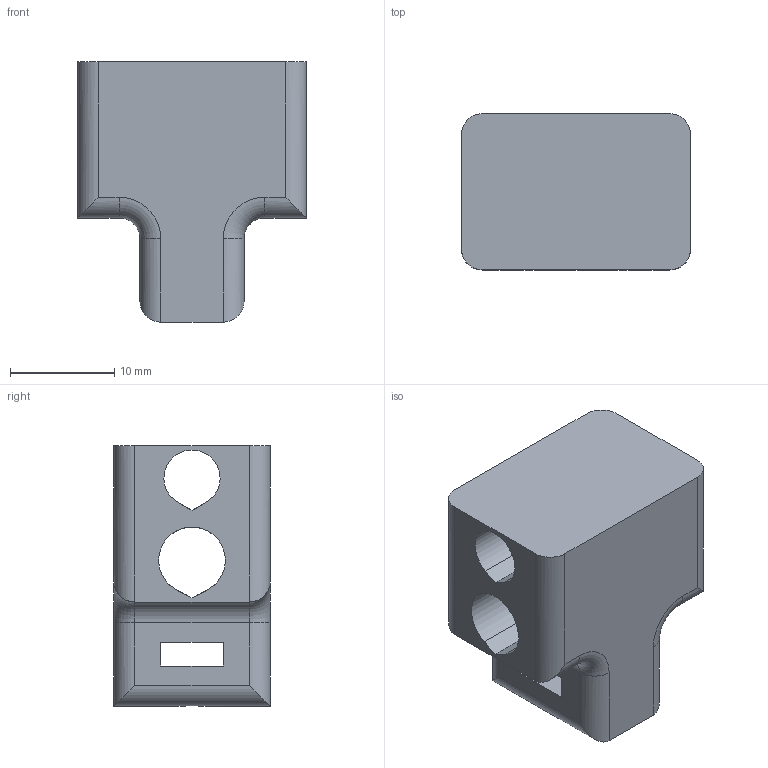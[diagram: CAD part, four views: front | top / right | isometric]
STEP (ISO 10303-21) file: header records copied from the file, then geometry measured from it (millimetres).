
FILE_DESCRIPTION(('FreeCAD Model'),'2;1');
FILE_NAME('Open CASCADE Shape Model','2025-01-25T20:56:19',('Author'),( ''),'Open CASCADE STEP processor 7.7','FreeCAD','Unknown');
FILE_SCHEMA(('AUTOMOTIVE_DESIGN { 1 0 10303 214 1 1 1 1 }'));
Length unit declared in the file: millimetre
Products named in the file (1): Body
Bounding box: 22 x 15 x 25 mm (x, y, z)
Volume: 4870.7 mm3; surface area: 3020.9 mm2
Topology: 1 solids, 1 shells, 49 faces, 132 edges, 82 vertices
Faces by surface type: plane 23, cylinder 21, torus 4, cone 1
Full cylindrical faces by diameter (mm): 3.4 x3
Entity records: 1891 total; most frequent: CARTESIAN_POINT 600, DIRECTION 268, ORIENTED_EDGE 264, EDGE_CURVE 132, AXIS2_PLACEMENT_3D 95, VERTEX_POINT 82, LINE 78, VECTOR 78
